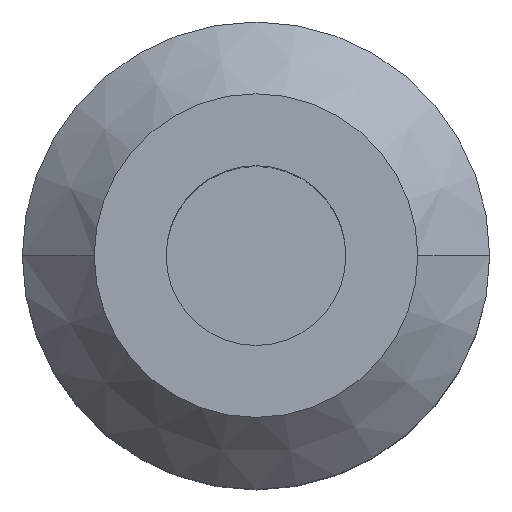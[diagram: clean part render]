
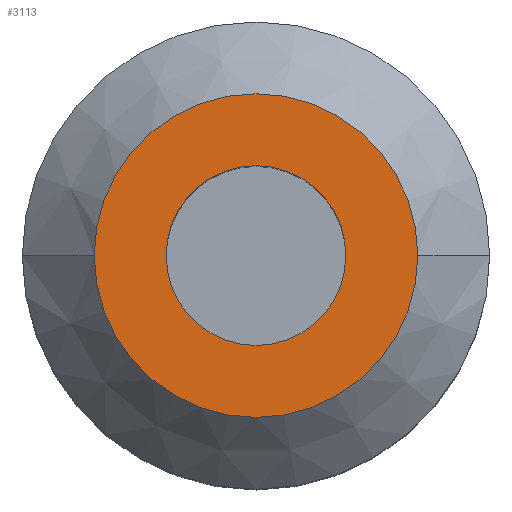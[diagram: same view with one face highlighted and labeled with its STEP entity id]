
A CAD part, top view. The second image highlights one B-rep face of the part: STEP entity #3113.
In plain terms, the highlighted planar face has unit normal (0, 0, 1).
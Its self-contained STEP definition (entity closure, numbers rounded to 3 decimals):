
#21 = ORIENTED_EDGE ( 'NONE', *, *, #4762, .F. ) ;
#153 = EDGE_CURVE ( 'NONE', #2535, #1051, #552, .T. ) ;
#346 = CARTESIAN_POINT ( 'NONE',  ( 12.5, 0., 80. ) ) ;
#505 = ORIENTED_EDGE ( 'NONE', *, *, #153, .F. ) ;
#552 = CIRCLE ( 'NONE', #1714, 22.5 ) ;
#659 = DIRECTION ( 'NONE',  ( 0., 0., -1. ) ) ;
#1051 = VERTEX_POINT ( 'NONE', #3561 ) ;
#1168 = DIRECTION ( 'NONE',  ( -1., 0., 0. ) ) ;
#1486 = FACE_BOUND ( 'NONE', #2102, .T. ) ;
#1493 = CARTESIAN_POINT ( 'NONE',  ( 0., 0., 80. ) ) ;
#1714 = AXIS2_PLACEMENT_3D ( 'NONE', #1768, #4336, #2128 ) ;
#1724 = FACE_OUTER_BOUND ( 'NONE', #3279, .T. ) ;
#1768 = CARTESIAN_POINT ( 'NONE',  ( 0., 0., 80. ) ) ;
#1772 = CARTESIAN_POINT ( 'NONE',  ( 0., 0., 80. ) ) ;
#1817 = CARTESIAN_POINT ( 'NONE',  ( 0., 0., 80. ) ) ;
#1910 = VERTEX_POINT ( 'NONE', #3995 ) ;
#1996 = CIRCLE ( 'NONE', #4702, 12.5 ) ;
#2004 = ORIENTED_EDGE ( 'NONE', *, *, #3930, .T. ) ;
#2102 = EDGE_LOOP ( 'NONE', ( #2004, #3809 ) ) ;
#2128 = DIRECTION ( 'NONE',  ( -1., 0., 0. ) ) ;
#2132 = VERTEX_POINT ( 'NONE', #346 ) ;
#2186 = PLANE ( 'NONE',  #2920 ) ;
#2498 = CIRCLE ( 'NONE', #2550, 22.5 ) ;
#2535 = VERTEX_POINT ( 'NONE', #2820 ) ;
#2550 = AXIS2_PLACEMENT_3D ( 'NONE', #3648, #659, #1168 ) ;
#2597 = DIRECTION ( 'NONE',  ( 1., 0., 0. ) ) ;
#2820 = CARTESIAN_POINT ( 'NONE',  ( 22.5, 0., 80. ) ) ;
#2920 = AXIS2_PLACEMENT_3D ( 'NONE', #1817, #4460, #2597 ) ;
#2953 = DIRECTION ( 'NONE',  ( 0., 0., -1. ) ) ;
#3113 = ADVANCED_FACE ( 'NONE', ( #1486, #1724 ), #2186, .T. ) ;
#3279 = EDGE_LOOP ( 'NONE', ( #21, #505 ) ) ;
#3446 = AXIS2_PLACEMENT_3D ( 'NONE', #1772, #3579, #3529 ) ;
#3529 = DIRECTION ( 'NONE',  ( -1., 0., 0. ) ) ;
#3561 = CARTESIAN_POINT ( 'NONE',  ( -22.5, 0., 80. ) ) ;
#3579 = DIRECTION ( 'NONE',  ( 0., 0., -1. ) ) ;
#3648 = CARTESIAN_POINT ( 'NONE',  ( 0., 0., 80. ) ) ;
#3809 = ORIENTED_EDGE ( 'NONE', *, *, #4409, .T. ) ;
#3912 = CIRCLE ( 'NONE', #3446, 12.5 ) ;
#3930 = EDGE_CURVE ( 'NONE', #1910, #2132, #3912, .T. ) ;
#3995 = CARTESIAN_POINT ( 'NONE',  ( -12.5, 0., 80. ) ) ;
#4336 = DIRECTION ( 'NONE',  ( 0., 0., -1. ) ) ;
#4409 = EDGE_CURVE ( 'NONE', #2132, #1910, #1996, .T. ) ;
#4435 = DIRECTION ( 'NONE',  ( -1., 0., 0. ) ) ;
#4460 = DIRECTION ( 'NONE',  ( 0., 0., 1. ) ) ;
#4702 = AXIS2_PLACEMENT_3D ( 'NONE', #1493, #2953, #4435 ) ;
#4762 = EDGE_CURVE ( 'NONE', #1051, #2535, #2498, .T. ) ;
